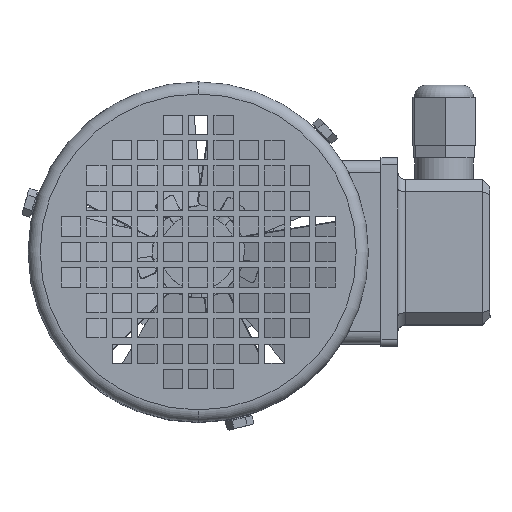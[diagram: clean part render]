
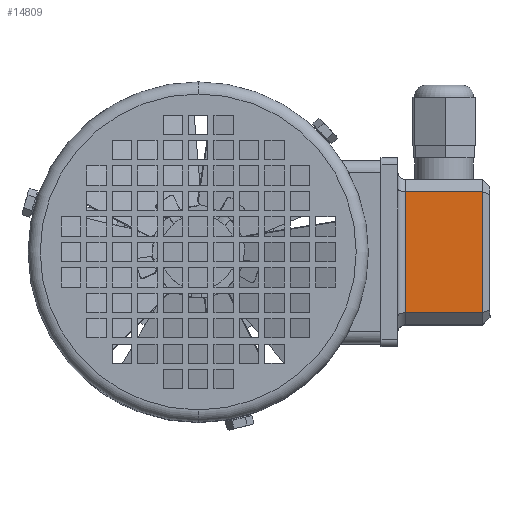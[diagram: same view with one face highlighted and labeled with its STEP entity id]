
A CAD part, top view. The second image highlights one B-rep face of the part: STEP entity #14809.
In plain terms, the highlighted face is planar.
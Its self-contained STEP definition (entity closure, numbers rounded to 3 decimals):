
#971 = CARTESIAN_POINT ( 'NONE',  ( -269.819, 210.466, 42. ) ) ;
#1659 = VECTOR ( 'NONE', #3160, 1000. ) ;
#1798 = LINE ( 'NONE', #8046, #1659 ) ;
#2601 = CARTESIAN_POINT ( 'NONE',  ( -269.819, 160.466, 42. ) ) ;
#3160 = DIRECTION ( 'NONE',  ( 0., -1., 0. ) ) ;
#4855 = VECTOR ( 'NONE', #11509, 1000. ) ;
#5100 = LINE ( 'NONE', #11535, #4855 ) ;
#5118 = VECTOR ( 'NONE', #13589, 1000. ) ;
#6134 = VERTEX_POINT ( 'NONE', #2601 ) ;
#6303 = LINE ( 'NONE', #13643, #5118 ) ;
#6803 = CARTESIAN_POINT ( 'NONE',  ( -269.819, 210.466, 10. ) ) ;
#6968 = EDGE_LOOP ( 'NONE', ( #14291, #20015, #14311, #7734 ) ) ;
#7734 = ORIENTED_EDGE ( 'NONE', *, *, #14105, .T. ) ;
#8046 = CARTESIAN_POINT ( 'NONE',  ( -269.819, 160.466, 42. ) ) ;
#9670 = VECTOR ( 'NONE', #19625, 1000. ) ;
#10012 = LINE ( 'NONE', #19205, #9670 ) ;
#11327 = VERTEX_POINT ( 'NONE', #6803 ) ;
#11509 = DIRECTION ( 'NONE',  ( 0., 0., -1. ) ) ;
#11535 = CARTESIAN_POINT ( 'NONE',  ( -269.819, 160.466, 45. ) ) ;
#13277 = DIRECTION ( 'NONE',  ( 0., 0., 1. ) ) ;
#13279 = DIRECTION ( 'NONE',  ( -1., 0., 0. ) ) ;
#13295 = CARTESIAN_POINT ( 'NONE',  ( -269.819, 215.466, 45. ) ) ;
#13373 = PLANE ( 'NONE',  #17965 ) ;
#13589 = DIRECTION ( 'NONE',  ( 0., 0., 1. ) ) ;
#13643 = CARTESIAN_POINT ( 'NONE',  ( -269.819, 210.466, 45. ) ) ;
#13794 = EDGE_CURVE ( 'NONE', #16016, #11327, #10012, .T. ) ;
#13940 = EDGE_CURVE ( 'NONE', #11327, #20196, #6303, .T. ) ;
#13968 = EDGE_CURVE ( 'NONE', #6134, #16016, #5100, .T. ) ;
#14105 = EDGE_CURVE ( 'NONE', #20196, #6134, #1798, .T. ) ;
#14291 = ORIENTED_EDGE ( 'NONE', *, *, #13968, .T. ) ;
#14311 = ORIENTED_EDGE ( 'NONE', *, *, #13940, .T. ) ;
#14384 = FACE_OUTER_BOUND ( 'NONE', #6968, .T. ) ;
#14809 = ADVANCED_FACE ( 'NONE', ( #14384 ), #13373, .F. ) ;
#16016 = VERTEX_POINT ( 'NONE', #19689 ) ;
#17965 = AXIS2_PLACEMENT_3D ( 'NONE', #13295, #13279, #13277 ) ;
#19205 = CARTESIAN_POINT ( 'NONE',  ( -269.819, 215.466, 10. ) ) ;
#19625 = DIRECTION ( 'NONE',  ( 0., 1., 0. ) ) ;
#19689 = CARTESIAN_POINT ( 'NONE',  ( -269.819, 160.466, 10. ) ) ;
#20015 = ORIENTED_EDGE ( 'NONE', *, *, #13794, .T. ) ;
#20196 = VERTEX_POINT ( 'NONE', #971 ) ;
